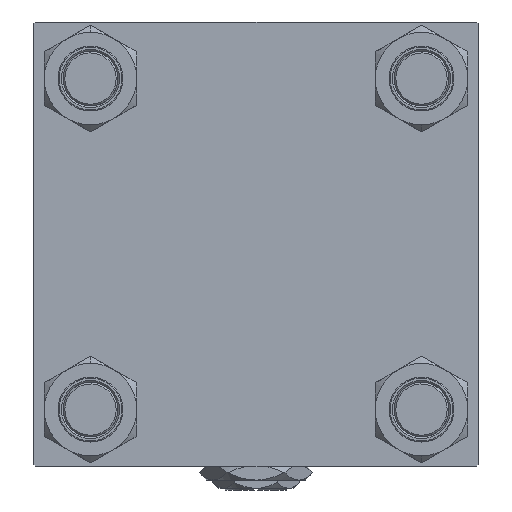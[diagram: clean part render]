
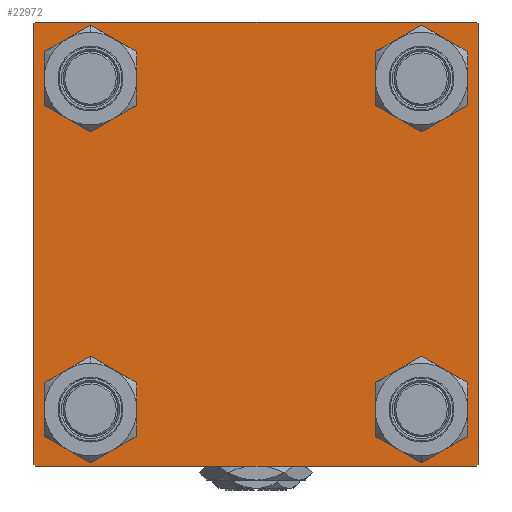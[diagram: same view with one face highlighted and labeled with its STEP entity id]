
A CAD part, left-side view. The second image highlights one B-rep face of the part: STEP entity #22972.
In plain terms, the highlighted planar face has unit normal (-1, 0, 0).
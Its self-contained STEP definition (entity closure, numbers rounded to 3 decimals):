
#504 = DIRECTION ( 'NONE',  ( 0., 0., 1. ) ) ;
#526 = AXIS2_PLACEMENT_3D ( 'NONE', #46138, #9826, #32904 ) ;
#538 = EDGE_CURVE ( 'NONE', #18591, #15227, #41202, .T. ) ;
#1169 = FACE_OUTER_BOUND ( 'NONE', #39485, .T. ) ;
#1407 = CIRCLE ( 'NONE', #8163, 8.5 ) ;
#2141 = EDGE_CURVE ( 'NONE', #43737, #16187, #39679, .T. ) ;
#2271 = LINE ( 'NONE', #34649, #48018 ) ;
#2372 = EDGE_CURVE ( 'NONE', #24276, #42657, #42554, .T. ) ;
#2485 = AXIS2_PLACEMENT_3D ( 'NONE', #3496, #31116, #39069 ) ;
#2833 = DIRECTION ( 'NONE',  ( 0., 0.707, -0.707 ) ) ;
#2915 = VECTOR ( 'NONE', #30229, 1000. ) ;
#3126 = LINE ( 'NONE', #27547, #36342 ) ;
#3214 = CARTESIAN_POINT ( 'NONE',  ( 0., 65., -65. ) ) ;
#3496 = CARTESIAN_POINT ( 'NONE',  ( 0., -48.45, -48.45 ) ) ;
#4026 = CIRCLE ( 'NONE', #31993, 8.5 ) ;
#5039 = CIRCLE ( 'NONE', #2485, 8.5 ) ;
#6131 = ORIENTED_EDGE ( 'NONE', *, *, #28336, .T. ) ;
#7970 = DIRECTION ( 'NONE',  ( 0., 0., 1. ) ) ;
#8163 = AXIS2_PLACEMENT_3D ( 'NONE', #44288, #19671, #11970 ) ;
#9111 = AXIS2_PLACEMENT_3D ( 'NONE', #40937, #36962, #37247 ) ;
#9136 = FACE_BOUND ( 'NONE', #33559, .T. ) ;
#9409 = VERTEX_POINT ( 'NONE', #43368 ) ;
#9826 = DIRECTION ( 'NONE',  ( 1., 0., 0. ) ) ;
#10426 = CARTESIAN_POINT ( 'NONE',  ( 0., 65., 64.5 ) ) ;
#10799 = DIRECTION ( 'NONE',  ( 0., -0.707, 0.707 ) ) ;
#11970 = DIRECTION ( 'NONE',  ( 0., 0., 1. ) ) ;
#12424 = DIRECTION ( 'NONE',  ( 0., 0., 1. ) ) ;
#13126 = FACE_BOUND ( 'NONE', #35156, .T. ) ;
#13337 = CIRCLE ( 'NONE', #9111, 8.5 ) ;
#14064 = LINE ( 'NONE', #41389, #2915 ) ;
#14332 = CARTESIAN_POINT ( 'NONE',  ( 0., -64.5, -65. ) ) ;
#14613 = VERTEX_POINT ( 'NONE', #43569 ) ;
#15227 = VERTEX_POINT ( 'NONE', #16153 ) ;
#15869 = ORIENTED_EDGE ( 'NONE', *, *, #47072, .F. ) ;
#16153 = CARTESIAN_POINT ( 'NONE',  ( 0., 48.45, -56.95 ) ) ;
#16187 = VERTEX_POINT ( 'NONE', #35952 ) ;
#16232 = ORIENTED_EDGE ( 'NONE', *, *, #51817, .T. ) ;
#17402 = DIRECTION ( 'NONE',  ( 0., 0., -1. ) ) ;
#17619 = VERTEX_POINT ( 'NONE', #50238 ) ;
#18246 = EDGE_LOOP ( 'NONE', ( #30526, #45638 ) ) ;
#18591 = VERTEX_POINT ( 'NONE', #39158 ) ;
#19671 = DIRECTION ( 'NONE',  ( 1., 0., 0. ) ) ;
#20022 = ORIENTED_EDGE ( 'NONE', *, *, #28458, .T. ) ;
#20926 = CARTESIAN_POINT ( 'NONE',  ( 0., -48.45, -39.95 ) ) ;
#20956 = DIRECTION ( 'NONE',  ( 1., 0., 0. ) ) ;
#21856 = VERTEX_POINT ( 'NONE', #37575 ) ;
#22404 = EDGE_CURVE ( 'NONE', #45590, #33356, #25920, .T. ) ;
#22630 = VECTOR ( 'NONE', #17402, 1000. ) ;
#22972 = ADVANCED_FACE ( 'NONE', ( #49443, #9136, #37779, #13126, #1169 ), #25060, .T. ) ;
#23357 = EDGE_CURVE ( 'NONE', #9409, #43737, #26592, .T. ) ;
#23498 = EDGE_CURVE ( 'NONE', #17619, #14613, #52045, .T. ) ;
#24276 = VERTEX_POINT ( 'NONE', #10426 ) ;
#24931 = ORIENTED_EDGE ( 'NONE', *, *, #34745, .F. ) ;
#25060 = PLANE ( 'NONE',  #45360 ) ;
#25409 = ORIENTED_EDGE ( 'NONE', *, *, #2372, .T. ) ;
#25418 = ORIENTED_EDGE ( 'NONE', *, *, #2141, .T. ) ;
#25560 = CARTESIAN_POINT ( 'NONE',  ( 0., -64.5, 65. ) ) ;
#25595 = VERTEX_POINT ( 'NONE', #43868 ) ;
#25920 = CIRCLE ( 'NONE', #48753, 8.5 ) ;
#26592 = LINE ( 'NONE', #3214, #37769 ) ;
#27547 = CARTESIAN_POINT ( 'NONE',  ( 0., 65., 65. ) ) ;
#27634 = DIRECTION ( 'NONE',  ( 0., -1., 0. ) ) ;
#28336 = EDGE_CURVE ( 'NONE', #14613, #17619, #1407, .T. ) ;
#28458 = EDGE_CURVE ( 'NONE', #33356, #45590, #48825, .T. ) ;
#29812 = CARTESIAN_POINT ( 'NONE',  ( 0., 48.45, 56.95 ) ) ;
#29855 = CARTESIAN_POINT ( 'NONE',  ( 0., 64.75, -64.75 ) ) ;
#30104 = LINE ( 'NONE', #29855, #38716 ) ;
#30229 = DIRECTION ( 'NONE',  ( 0., 0.707, 0.707 ) ) ;
#30526 = ORIENTED_EDGE ( 'NONE', *, *, #538, .T. ) ;
#30645 = EDGE_CURVE ( 'NONE', #15227, #18591, #4026, .T. ) ;
#31116 = DIRECTION ( 'NONE',  ( 1., 0., 0. ) ) ;
#31349 = DIRECTION ( 'NONE',  ( 1., 0., 0. ) ) ;
#31466 = CARTESIAN_POINT ( 'NONE',  ( 0., -64.75, -64.75 ) ) ;
#31612 = ORIENTED_EDGE ( 'NONE', *, *, #23498, .T. ) ;
#31749 = LINE ( 'NONE', #47912, #44666 ) ;
#31993 = AXIS2_PLACEMENT_3D ( 'NONE', #50542, #42075, #33343 ) ;
#32229 = ORIENTED_EDGE ( 'NONE', *, *, #23357, .T. ) ;
#32904 = DIRECTION ( 'NONE',  ( 0., 0., 1. ) ) ;
#33343 = DIRECTION ( 'NONE',  ( 0., 0., 1. ) ) ;
#33356 = VERTEX_POINT ( 'NONE', #29812 ) ;
#33559 = EDGE_LOOP ( 'NONE', ( #36839, #35777 ) ) ;
#34649 = CARTESIAN_POINT ( 'NONE',  ( 0., -65., 65. ) ) ;
#34745 = EDGE_CURVE ( 'NONE', #21856, #43350, #3126, .T. ) ;
#35156 = EDGE_LOOP ( 'NONE', ( #20022, #49294 ) ) ;
#35777 = ORIENTED_EDGE ( 'NONE', *, *, #38872, .T. ) ;
#35952 = CARTESIAN_POINT ( 'NONE',  ( 0., -65., -64.5 ) ) ;
#36150 = CARTESIAN_POINT ( 'NONE',  ( 0., -65., 64.5 ) ) ;
#36342 = VECTOR ( 'NONE', #47686, 1000. ) ;
#36369 = DIRECTION ( 'NONE',  ( 1., 0., 0. ) ) ;
#36769 = ORIENTED_EDGE ( 'NONE', *, *, #40879, .T. ) ;
#36839 = ORIENTED_EDGE ( 'NONE', *, *, #51013, .T. ) ;
#36962 = DIRECTION ( 'NONE',  ( 1., 0., 0. ) ) ;
#37247 = DIRECTION ( 'NONE',  ( 0., 0., 1. ) ) ;
#37575 = CARTESIAN_POINT ( 'NONE',  ( 0., 64.5, 65. ) ) ;
#37769 = VECTOR ( 'NONE', #27634, 1000. ) ;
#37779 = FACE_BOUND ( 'NONE', #18246, .T. ) ;
#37849 = AXIS2_PLACEMENT_3D ( 'NONE', #51485, #31349, #12424 ) ;
#38320 = CARTESIAN_POINT ( 'NONE',  ( 0., 65., 65. ) ) ;
#38340 = EDGE_LOOP ( 'NONE', ( #6131, #31612 ) ) ;
#38716 = VECTOR ( 'NONE', #46267, 1000. ) ;
#38872 = EDGE_CURVE ( 'NONE', #25595, #41923, #5039, .T. ) ;
#39069 = DIRECTION ( 'NONE',  ( 0., 0., 1. ) ) ;
#39158 = CARTESIAN_POINT ( 'NONE',  ( 0., 48.45, -39.95 ) ) ;
#39485 = EDGE_LOOP ( 'NONE', ( #25409, #43520, #32229, #25418, #15869, #36769, #24931, #16232 ) ) ;
#39679 = LINE ( 'NONE', #31466, #48838 ) ;
#40036 = CARTESIAN_POINT ( 'NONE',  ( 0., 48.45, 48.45 ) ) ;
#40334 = CARTESIAN_POINT ( 'NONE',  ( 0., -48.45, 48.45 ) ) ;
#40879 = EDGE_CURVE ( 'NONE', #44352, #43350, #14064, .T. ) ;
#40937 = CARTESIAN_POINT ( 'NONE',  ( 0., -48.45, -48.45 ) ) ;
#40954 = DIRECTION ( 'NONE',  ( 0., 0., 1. ) ) ;
#41202 = CIRCLE ( 'NONE', #37849, 8.5 ) ;
#41389 = CARTESIAN_POINT ( 'NONE',  ( 0., -64.75, 64.75 ) ) ;
#41755 = DIRECTION ( 'NONE',  ( -1., 0., 0. ) ) ;
#41923 = VERTEX_POINT ( 'NONE', #20926 ) ;
#42075 = DIRECTION ( 'NONE',  ( 1., 0., 0. ) ) ;
#42554 = LINE ( 'NONE', #38320, #22630 ) ;
#42657 = VERTEX_POINT ( 'NONE', #48005 ) ;
#43350 = VERTEX_POINT ( 'NONE', #25560 ) ;
#43368 = CARTESIAN_POINT ( 'NONE',  ( 0., 64.5, -65. ) ) ;
#43520 = ORIENTED_EDGE ( 'NONE', *, *, #50312, .T. ) ;
#43569 = CARTESIAN_POINT ( 'NONE',  ( 0., -48.45, 56.95 ) ) ;
#43737 = VERTEX_POINT ( 'NONE', #14332 ) ;
#43868 = CARTESIAN_POINT ( 'NONE',  ( 0., -48.45, -56.95 ) ) ;
#44288 = CARTESIAN_POINT ( 'NONE',  ( 0., -48.45, 48.45 ) ) ;
#44352 = VERTEX_POINT ( 'NONE', #36150 ) ;
#44666 = VECTOR ( 'NONE', #2833, 1000. ) ;
#45271 = AXIS2_PLACEMENT_3D ( 'NONE', #40334, #36369, #7970 ) ;
#45360 = AXIS2_PLACEMENT_3D ( 'NONE', #45729, #41755, #40954 ) ;
#45590 = VERTEX_POINT ( 'NONE', #51728 ) ;
#45638 = ORIENTED_EDGE ( 'NONE', *, *, #30645, .T. ) ;
#45729 = CARTESIAN_POINT ( 'NONE',  ( 0., 0., 0. ) ) ;
#46138 = CARTESIAN_POINT ( 'NONE',  ( 0., 48.45, 48.45 ) ) ;
#46267 = DIRECTION ( 'NONE',  ( 0., -0.707, -0.707 ) ) ;
#46835 = DIRECTION ( 'NONE',  ( 0., 0., -1. ) ) ;
#47072 = EDGE_CURVE ( 'NONE', #44352, #16187, #2271, .T. ) ;
#47686 = DIRECTION ( 'NONE',  ( 0., -1., 0. ) ) ;
#47912 = CARTESIAN_POINT ( 'NONE',  ( 0., 64.75, 64.75 ) ) ;
#48005 = CARTESIAN_POINT ( 'NONE',  ( 0., 65., -64.5 ) ) ;
#48018 = VECTOR ( 'NONE', #46835, 1000. ) ;
#48753 = AXIS2_PLACEMENT_3D ( 'NONE', #40036, #20956, #504 ) ;
#48825 = CIRCLE ( 'NONE', #526, 8.5 ) ;
#48838 = VECTOR ( 'NONE', #10799, 1000. ) ;
#49294 = ORIENTED_EDGE ( 'NONE', *, *, #22404, .T. ) ;
#49443 = FACE_BOUND ( 'NONE', #38340, .T. ) ;
#50238 = CARTESIAN_POINT ( 'NONE',  ( 0., -48.45, 39.95 ) ) ;
#50312 = EDGE_CURVE ( 'NONE', #42657, #9409, #30104, .T. ) ;
#50542 = CARTESIAN_POINT ( 'NONE',  ( 0., 48.45, -48.45 ) ) ;
#51013 = EDGE_CURVE ( 'NONE', #41923, #25595, #13337, .T. ) ;
#51485 = CARTESIAN_POINT ( 'NONE',  ( 0., 48.45, -48.45 ) ) ;
#51728 = CARTESIAN_POINT ( 'NONE',  ( 0., 48.45, 39.95 ) ) ;
#51817 = EDGE_CURVE ( 'NONE', #21856, #24276, #31749, .T. ) ;
#52045 = CIRCLE ( 'NONE', #45271, 8.5 ) ;
